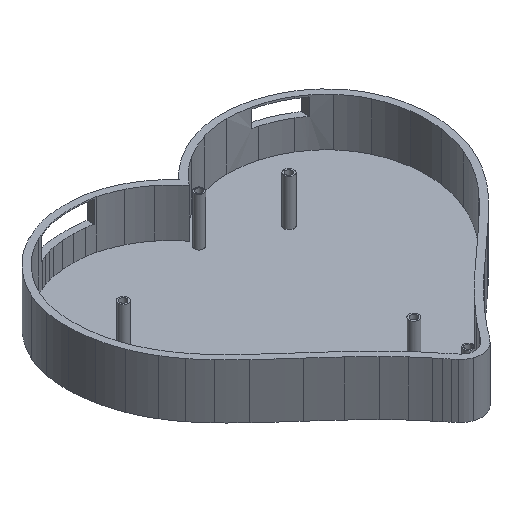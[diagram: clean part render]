
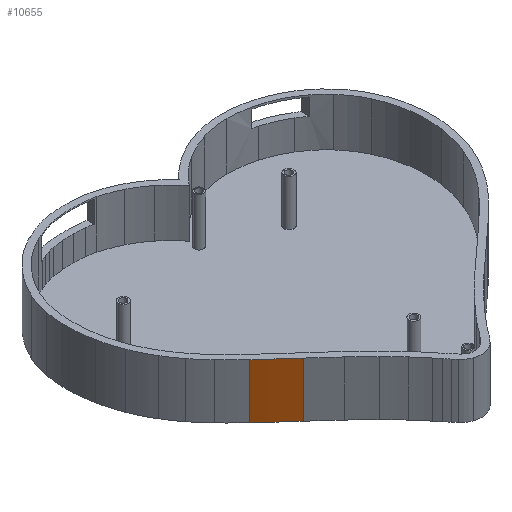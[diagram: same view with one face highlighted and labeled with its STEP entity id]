
A CAD part, isometric view. The second image highlights one B-rep face of the part: STEP entity #10655.
In plain terms, the highlighted cylindrical face has radius 926.427 mm (diameter 1852.85 mm), a partial arc.
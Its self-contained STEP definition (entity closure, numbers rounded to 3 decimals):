
#100=CYLINDRICAL_SURFACE('',#11267,926.427);
#910=CIRCLE('',#11008,926.427);
#1064=CIRCLE('',#11268,926.427);
#1631=FACE_OUTER_BOUND('',#2246,.T.);
#2246=EDGE_LOOP('',(#9566,#9567,#9568,#9569));
#3146=LINE('',#20176,#4027);
#3147=LINE('',#20180,#4028);
#4027=VECTOR('',#13293,10.);
#4028=VECTOR('',#13298,10.);
#4922=VERTEX_POINT('',#19644);
#4923=VERTEX_POINT('',#19646);
#5086=VERTEX_POINT('',#20174);
#5087=VERTEX_POINT('',#20178);
#6367=EDGE_CURVE('',#4922,#4923,#910,.T.);
#6628=EDGE_CURVE('',#4923,#5086,#3146,.T.);
#6629=EDGE_CURVE('',#5086,#5087,#1064,.T.);
#6630=EDGE_CURVE('',#4922,#5087,#3147,.T.);
#9566=ORIENTED_EDGE('',*,*,#6629,.F.);
#9567=ORIENTED_EDGE('',*,*,#6628,.F.);
#9568=ORIENTED_EDGE('',*,*,#6367,.F.);
#9569=ORIENTED_EDGE('',*,*,#6630,.T.);
#10655=ADVANCED_FACE('',(#1631),#100,.T.);
#11008=AXIS2_PLACEMENT_3D('',#19647,#12668,#12669);
#11267=AXIS2_PLACEMENT_3D('',#20177,#13294,#13295);
#11268=AXIS2_PLACEMENT_3D('',#20179,#13296,#13297);
#12668=DIRECTION('center_axis',(0.,0.,-1.));
#12669=DIRECTION('ref_axis',(-0.678,-0.735,0.));
#13293=DIRECTION('',(0.,0.,1.));
#13294=DIRECTION('center_axis',(0.,0.,1.));
#13295=DIRECTION('ref_axis',(-0.678,-0.735,0.));
#13296=DIRECTION('center_axis',(0.,0.,1.));
#13297=DIRECTION('ref_axis',(-0.678,-0.735,0.));
#13298=DIRECTION('',(0.,0.,1.));
#19644=CARTESIAN_POINT('',(34.269,-41.831,-18.4));
#19646=CARTESIAN_POINT('',(21.495,-30.271,-18.4));
#19647=CARTESIAN_POINT('Origin',(649.464,650.846,-18.4));
#20174=CARTESIAN_POINT('',(21.495,-30.271,6.6));
#20176=CARTESIAN_POINT('',(21.495,-30.271,1.6));
#20177=CARTESIAN_POINT('Origin',(649.464,650.846,1.6));
#20178=CARTESIAN_POINT('',(34.269,-41.831,6.6));
#20179=CARTESIAN_POINT('Origin',(649.464,650.846,6.6));
#20180=CARTESIAN_POINT('',(34.269,-41.831,1.6));
